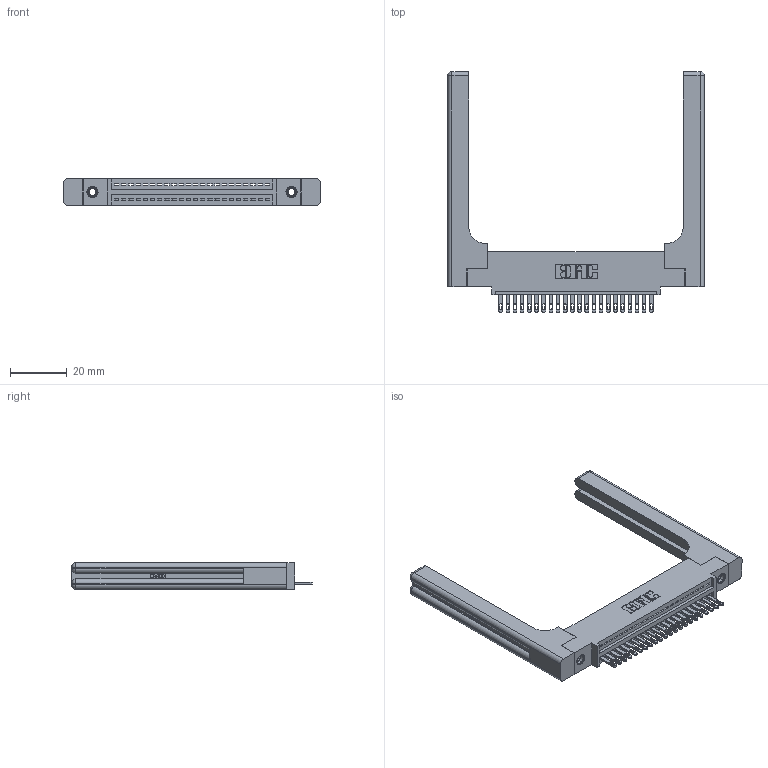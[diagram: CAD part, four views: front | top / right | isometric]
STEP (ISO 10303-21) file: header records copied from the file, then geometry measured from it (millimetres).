
FILE_DESCRIPTION (( 'STEP AP203' ), '1' );
FILE_NAME ('345-022-500-458.STEP', '2019-10-04T23:25:20', ( '' ), ( '' ), 'SwSTEP 2.0', 'SolidWorks 2016', '' );
FILE_SCHEMA (( 'CONFIG_CONTROL_DESIGN' ));
Length unit declared in the file: inch
Products named in the file (5): 345 Part_0.110 Offset - 0.156 Dia-TH; 345-250-001_345-250-001-102; 345-292-001_345-293-100; 345-220-058_345-220-058; 345-022-500-458
Assembly tree (27 placements, depth 2):
  345-022-500-458
    345 Part_0.110 Offset - 0.156 Dia-TH
    345-292-001_345-293-100  x22
    345-250-001_345-250-001-102  x2
    345-220-058_345-220-058  x2
Bounding box: 90.91 x 85.27 x 9.4 mm (x, y, z)
Volume: 16915.8 mm3; surface area: 16342.3 mm2
Topology: 27 solids, 27 shells, 1574 faces, 4715 edges, 3122 vertices
Faces by surface type: plane 980, cylinder 534, bspline 36, cone 12, sphere 8, torus 4
Entity records: 24494 total; most frequent: CARTESIAN_POINT 5215, ORIENTED_EDGE 3968, DIRECTION 3532, EDGE_CURVE 1984, LINE 1668, VECTOR 1668, VERTEX_POINT 1314, AXIS2_PLACEMENT_3D 932
